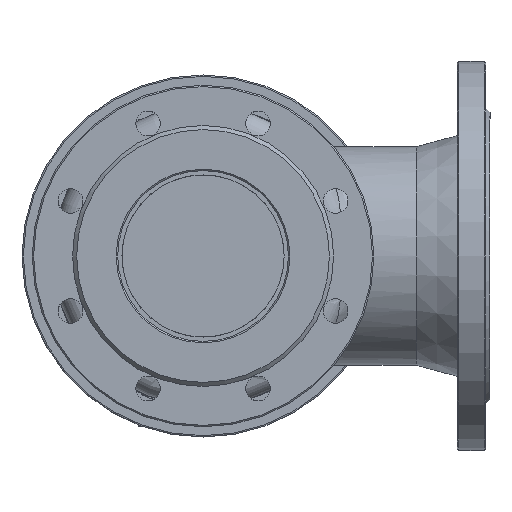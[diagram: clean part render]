
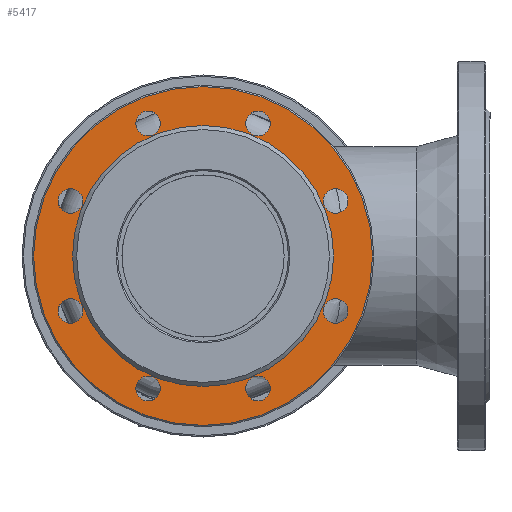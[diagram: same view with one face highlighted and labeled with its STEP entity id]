
A CAD part, front view. The second image highlights one B-rep face of the part: STEP entity #5417.
In plain terms, the highlighted planar face has unit normal (0, -1, 0).
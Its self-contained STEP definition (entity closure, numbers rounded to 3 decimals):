
#332=FACE_BOUND('',#1066,.T.);
#333=FACE_BOUND('',#1067,.T.);
#334=FACE_BOUND('',#1068,.T.);
#335=FACE_BOUND('',#1069,.T.);
#336=FACE_BOUND('',#1070,.T.);
#337=FACE_BOUND('',#1071,.T.);
#338=FACE_BOUND('',#1072,.T.);
#339=FACE_BOUND('',#1073,.T.);
#340=FACE_BOUND('',#1074,.T.);
#455=PLANE('',#6068);
#691=FACE_OUTER_BOUND('',#1065,.T.);
#1065=EDGE_LOOP('',(#4125));
#1066=EDGE_LOOP('',(#4126));
#1067=EDGE_LOOP('',(#4127));
#1068=EDGE_LOOP('',(#4128));
#1069=EDGE_LOOP('',(#4129));
#1070=EDGE_LOOP('',(#4130));
#1071=EDGE_LOOP('',(#4131));
#1072=EDGE_LOOP('',(#4132));
#1073=EDGE_LOOP('',(#4133));
#1074=EDGE_LOOP('',(#4134));
#1449=CIRCLE('',#6066,95.5);
#1451=CIRCLE('',#6069,124.);
#1452=CIRCLE('',#6070,9.);
#1453=CIRCLE('',#6071,9.);
#1454=CIRCLE('',#6072,9.);
#1455=CIRCLE('',#6073,9.);
#1456=CIRCLE('',#6074,9.);
#1457=CIRCLE('',#6075,9.);
#1458=CIRCLE('',#6076,9.);
#1459=CIRCLE('',#6077,9.);
#2487=VERTEX_POINT('',#10125);
#2489=VERTEX_POINT('',#10131);
#2490=VERTEX_POINT('',#10133);
#2491=VERTEX_POINT('',#10135);
#2492=VERTEX_POINT('',#10137);
#2493=VERTEX_POINT('',#10139);
#2494=VERTEX_POINT('',#10141);
#2495=VERTEX_POINT('',#10143);
#2496=VERTEX_POINT('',#10145);
#2497=VERTEX_POINT('',#10147);
#3074=EDGE_CURVE('',#2487,#2487,#1449,.T.);
#3077=EDGE_CURVE('',#2489,#2489,#1451,.T.);
#3078=EDGE_CURVE('',#2490,#2490,#1452,.T.);
#3079=EDGE_CURVE('',#2491,#2491,#1453,.T.);
#3080=EDGE_CURVE('',#2492,#2492,#1454,.T.);
#3081=EDGE_CURVE('',#2493,#2493,#1455,.T.);
#3082=EDGE_CURVE('',#2494,#2494,#1456,.T.);
#3083=EDGE_CURVE('',#2495,#2495,#1457,.T.);
#3084=EDGE_CURVE('',#2496,#2496,#1458,.T.);
#3085=EDGE_CURVE('',#2497,#2497,#1459,.T.);
#4125=ORIENTED_EDGE('',*,*,#3077,.F.);
#4126=ORIENTED_EDGE('',*,*,#3078,.F.);
#4127=ORIENTED_EDGE('',*,*,#3079,.F.);
#4128=ORIENTED_EDGE('',*,*,#3080,.F.);
#4129=ORIENTED_EDGE('',*,*,#3081,.F.);
#4130=ORIENTED_EDGE('',*,*,#3082,.F.);
#4131=ORIENTED_EDGE('',*,*,#3083,.F.);
#4132=ORIENTED_EDGE('',*,*,#3084,.F.);
#4133=ORIENTED_EDGE('',*,*,#3085,.F.);
#4134=ORIENTED_EDGE('',*,*,#3074,.F.);
#5417=ADVANCED_FACE('',(#691,#332,#333,#334,#335,#336,#337,#338,#339,#340),
#455,.F.);
#6066=AXIS2_PLACEMENT_3D('',#10126,#7105,#7106);
#6068=AXIS2_PLACEMENT_3D('',#10130,#7110,#7111);
#6069=AXIS2_PLACEMENT_3D('',#10132,#7112,#7113);
#6070=AXIS2_PLACEMENT_3D('',#10134,#7114,#7115);
#6071=AXIS2_PLACEMENT_3D('',#10136,#7116,#7117);
#6072=AXIS2_PLACEMENT_3D('',#10138,#7118,#7119);
#6073=AXIS2_PLACEMENT_3D('',#10140,#7120,#7121);
#6074=AXIS2_PLACEMENT_3D('',#10142,#7122,#7123);
#6075=AXIS2_PLACEMENT_3D('',#10144,#7124,#7125);
#6076=AXIS2_PLACEMENT_3D('',#10146,#7126,#7127);
#6077=AXIS2_PLACEMENT_3D('',#10148,#7128,#7129);
#7105=DIRECTION('center_axis',(0.,-1.,0.));
#7106=DIRECTION('ref_axis',(1.,0.,0.));
#7110=DIRECTION('center_axis',(0.,1.,0.));
#7111=DIRECTION('ref_axis',(0.,0.,1.));
#7112=DIRECTION('center_axis',(0.,1.,0.));
#7113=DIRECTION('ref_axis',(-1.,0.,0.));
#7114=DIRECTION('center_axis',(0.,-1.,0.));
#7115=DIRECTION('ref_axis',(-1.,0.,0.));
#7116=DIRECTION('center_axis',(0.,-1.,0.));
#7117=DIRECTION('ref_axis',(-1.,0.,0.));
#7118=DIRECTION('center_axis',(0.,-1.,0.));
#7119=DIRECTION('ref_axis',(-1.,0.,0.));
#7120=DIRECTION('center_axis',(0.,-1.,0.));
#7121=DIRECTION('ref_axis',(-1.,0.,0.));
#7122=DIRECTION('center_axis',(0.,-1.,0.));
#7123=DIRECTION('ref_axis',(-1.,0.,0.));
#7124=DIRECTION('center_axis',(0.,-1.,0.));
#7125=DIRECTION('ref_axis',(-1.,0.,0.));
#7126=DIRECTION('center_axis',(0.,-1.,0.));
#7127=DIRECTION('ref_axis',(-1.,0.,0.));
#7128=DIRECTION('center_axis',(0.,-1.,0.));
#7129=DIRECTION('ref_axis',(-1.,0.,0.));
#10125=CARTESIAN_POINT('',(-95.5,3.,0.));
#10126=CARTESIAN_POINT('Origin',(0.,3.,0.));
#10130=CARTESIAN_POINT('Origin',(0.,3.,0.));
#10131=CARTESIAN_POINT('',(124.,3.,0.));
#10132=CARTESIAN_POINT('Origin',(0.,3.,0.));
#10133=CARTESIAN_POINT('',(-31.182,3.,97.007));
#10134=CARTESIAN_POINT('Origin',(-40.182,3.,97.007));
#10135=CARTESIAN_POINT('',(-88.007,3.,40.182));
#10136=CARTESIAN_POINT('Origin',(-97.007,3.,40.182));
#10137=CARTESIAN_POINT('',(-88.007,3.,-40.182));
#10138=CARTESIAN_POINT('Origin',(-97.007,3.,-40.182));
#10139=CARTESIAN_POINT('',(-31.182,3.,-97.007));
#10140=CARTESIAN_POINT('Origin',(-40.182,3.,-97.007));
#10141=CARTESIAN_POINT('',(49.182,3.,-97.007));
#10142=CARTESIAN_POINT('Origin',(40.182,3.,-97.007));
#10143=CARTESIAN_POINT('',(106.007,3.,-40.182));
#10144=CARTESIAN_POINT('Origin',(97.007,3.,-40.182));
#10145=CARTESIAN_POINT('',(106.007,3.,40.182));
#10146=CARTESIAN_POINT('Origin',(97.007,3.,40.182));
#10147=CARTESIAN_POINT('',(49.182,3.,97.007));
#10148=CARTESIAN_POINT('Origin',(40.182,3.,97.007));
